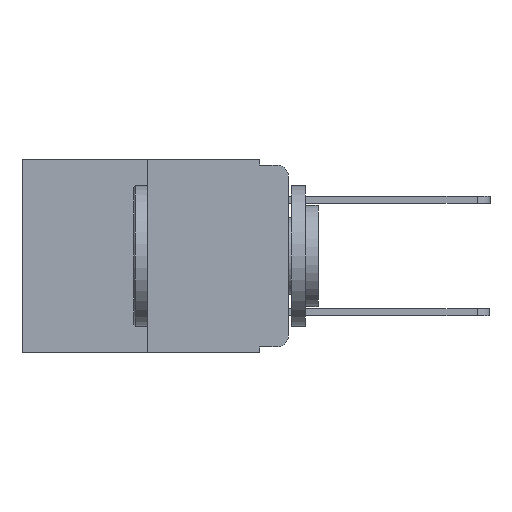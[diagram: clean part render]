
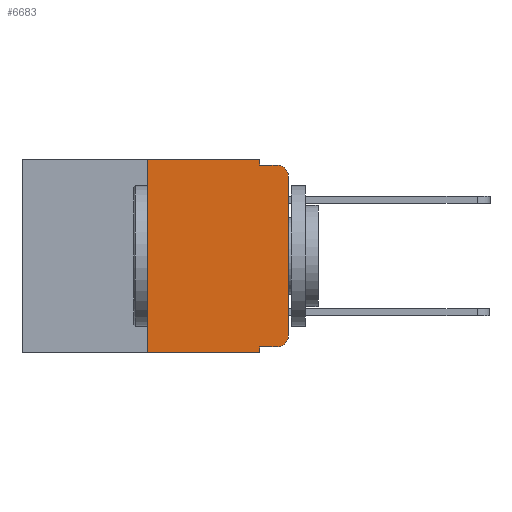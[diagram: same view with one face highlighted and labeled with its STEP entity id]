
A CAD part, left-side view. The second image highlights one B-rep face of the part: STEP entity #6683.
In plain terms, the highlighted planar face has unit normal (-1, 0, 0).
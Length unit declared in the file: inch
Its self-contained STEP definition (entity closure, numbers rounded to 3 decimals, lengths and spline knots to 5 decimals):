
#85 = ORIENTED_EDGE ( 'NONE', *, *, #6674, .T. ) ;
#369 = VECTOR ( 'NONE', #19791, 39.37008 ) ;
#645 = CARTESIAN_POINT ( 'NONE',  ( 0., 0.02, -0.333 ) ) ;
#1020 = ORIENTED_EDGE ( 'NONE', *, *, #20856, .F. ) ;
#1673 = VERTEX_POINT ( 'NONE', #4629 ) ;
#2210 = CARTESIAN_POINT ( 'NONE',  ( 0., 0.051, 0. ) ) ;
#2660 = DIRECTION ( 'NONE',  ( 0., 0., -1. ) ) ;
#2804 = ORIENTED_EDGE ( 'NONE', *, *, #4161, .F. ) ;
#2861 = EDGE_CURVE ( 'NONE', #17570, #17090, #13417, .T. ) ;
#3095 = CARTESIAN_POINT ( 'NONE',  ( 0., 0.473, -0.343 ) ) ;
#3412 = ORIENTED_EDGE ( 'NONE', *, *, #17315, .T. ) ;
#3695 = ORIENTED_EDGE ( 'NONE', *, *, #12192, .T. ) ;
#3995 = VERTEX_POINT ( 'NONE', #19214 ) ;
#4018 = ORIENTED_EDGE ( 'NONE', *, *, #2861, .F. ) ;
#4161 = EDGE_CURVE ( 'NONE', #17753, #3995, #5147, .T. ) ;
#4606 = PLANE ( 'NONE',  #23677 ) ;
#4621 = ORIENTED_EDGE ( 'NONE', *, *, #10425, .T. ) ;
#4629 = CARTESIAN_POINT ( 'NONE',  ( 0., 0., -0.03 ) ) ;
#4801 = LINE ( 'NONE', #13007, #14190 ) ;
#5022 = DIRECTION ( 'NONE',  ( 0., -1., 0. ) ) ;
#5147 = LINE ( 'NONE', #6074, #19456 ) ;
#6053 = LINE ( 'NONE', #17935, #369 ) ;
#6074 = CARTESIAN_POINT ( 'NONE',  ( 0., 0.25, 0. ) ) ;
#6511 = VECTOR ( 'NONE', #5022, 39.37008 ) ;
#6674 = EDGE_CURVE ( 'NONE', #10090, #16177, #10867, .T. ) ;
#6683 = ADVANCED_FACE ( 'NONE', ( #19626 ), #4606, .F. ) ;
#6942 = DIRECTION ( 'NONE',  ( -1., 0., 0. ) ) ;
#7560 = VECTOR ( 'NONE', #23028, 39.37008 ) ;
#7892 = DIRECTION ( 'NONE',  ( 0., 0., 1. ) ) ;
#8225 = CARTESIAN_POINT ( 'NONE',  ( 0., 0.051, -0.333 ) ) ;
#8391 = DIRECTION ( 'NONE',  ( 0., 0., -1. ) ) ;
#9289 = ORIENTED_EDGE ( 'NONE', *, *, #18404, .T. ) ;
#9501 = CARTESIAN_POINT ( 'NONE',  ( 0., 0.051, -0.333 ) ) ;
#10090 = VERTEX_POINT ( 'NONE', #645 ) ;
#10165 = DIRECTION ( 'NONE',  ( -1., 0., 0. ) ) ;
#10425 = EDGE_CURVE ( 'NONE', #17570, #10090, #22348, .T. ) ;
#10867 = CIRCLE ( 'NONE', #18816, 0.02 ) ;
#12129 = VERTEX_POINT ( 'NONE', #18886 ) ;
#12192 = EDGE_CURVE ( 'NONE', #16177, #1673, #23932, .T. ) ;
#12700 = DIRECTION ( 'NONE',  ( 0., 0., 1. ) ) ;
#13007 = CARTESIAN_POINT ( 'NONE',  ( 0., 0.473, 0. ) ) ;
#13161 = VECTOR ( 'NONE', #2660, 39.37008 ) ;
#13278 = EDGE_CURVE ( 'NONE', #3995, #15283, #4801, .T. ) ;
#13417 = LINE ( 'NONE', #16927, #22642 ) ;
#13497 = CIRCLE ( 'NONE', #22969, 0.02 ) ;
#14190 = VECTOR ( 'NONE', #14887, 39.37008 ) ;
#14209 = VECTOR ( 'NONE', #7892, 39.37008 ) ;
#14247 = CARTESIAN_POINT ( 'NONE',  ( 0., 0.02, -0.01 ) ) ;
#14887 = DIRECTION ( 'NONE',  ( 0., -1., 0. ) ) ;
#15283 = VERTEX_POINT ( 'NONE', #2210 ) ;
#15715 = CARTESIAN_POINT ( 'NONE',  ( 0., 0.051, 0. ) ) ;
#16177 = VERTEX_POINT ( 'NONE', #20535 ) ;
#16593 = ORIENTED_EDGE ( 'NONE', *, *, #13278, .F. ) ;
#16927 = CARTESIAN_POINT ( 'NONE',  ( 0., 0.051, 0. ) ) ;
#17090 = VERTEX_POINT ( 'NONE', #19302 ) ;
#17315 = EDGE_CURVE ( 'NONE', #17753, #17090, #21341, .T. ) ;
#17570 = VERTEX_POINT ( 'NONE', #9501 ) ;
#17680 = CARTESIAN_POINT ( 'NONE',  ( 0., 0.473, 0. ) ) ;
#17753 = VERTEX_POINT ( 'NONE', #21249 ) ;
#17935 = CARTESIAN_POINT ( 'NONE',  ( 0., 0.051, -0.01 ) ) ;
#18115 = CARTESIAN_POINT ( 'NONE',  ( 0., 0.02, -0.03 ) ) ;
#18404 = EDGE_CURVE ( 'NONE', #1673, #19666, #13497, .T. ) ;
#18816 = AXIS2_PLACEMENT_3D ( 'NONE', #21276, #10165, #23105 ) ;
#18886 = CARTESIAN_POINT ( 'NONE',  ( 0., 0.051, -0.01 ) ) ;
#19119 = DIRECTION ( 'NONE',  ( 0., 0., -1. ) ) ;
#19214 = CARTESIAN_POINT ( 'NONE',  ( 0., 0.25, 0. ) ) ;
#19302 = CARTESIAN_POINT ( 'NONE',  ( 0., 0.051, -0.343 ) ) ;
#19456 = VECTOR ( 'NONE', #12700, 39.37008 ) ;
#19538 = DIRECTION ( 'NONE',  ( 1., 0., 0. ) ) ;
#19626 = FACE_OUTER_BOUND ( 'NONE', #22055, .T. ) ;
#19666 = VERTEX_POINT ( 'NONE', #14247 ) ;
#19790 = ORIENTED_EDGE ( 'NONE', *, *, #22064, .F. ) ;
#19791 = DIRECTION ( 'NONE',  ( 0., -1., 0. ) ) ;
#19966 = DIRECTION ( 'NONE',  ( 0., 0., -1. ) ) ;
#20535 = CARTESIAN_POINT ( 'NONE',  ( 0., 0., -0.313 ) ) ;
#20856 = EDGE_CURVE ( 'NONE', #15283, #12129, #23512, .T. ) ;
#21249 = CARTESIAN_POINT ( 'NONE',  ( 0., 0.25, -0.343 ) ) ;
#21276 = CARTESIAN_POINT ( 'NONE',  ( 0., 0.02, -0.313 ) ) ;
#21341 = LINE ( 'NONE', #3095, #6511 ) ;
#22055 = EDGE_LOOP ( 'NONE', ( #3695, #9289, #19790, #1020, #16593, #2804, #3412, #4018, #4621, #85 ) ) ;
#22064 = EDGE_CURVE ( 'NONE', #12129, #19666, #6053, .T. ) ;
#22348 = LINE ( 'NONE', #8225, #7560 ) ;
#22642 = VECTOR ( 'NONE', #19119, 39.37008 ) ;
#22712 = CARTESIAN_POINT ( 'NONE',  ( 0., 0., 0. ) ) ;
#22969 = AXIS2_PLACEMENT_3D ( 'NONE', #18115, #6942, #19966 ) ;
#23028 = DIRECTION ( 'NONE',  ( 0., -1., 0. ) ) ;
#23105 = DIRECTION ( 'NONE',  ( 0., 0., -1. ) ) ;
#23512 = LINE ( 'NONE', #15715, #13161 ) ;
#23677 = AXIS2_PLACEMENT_3D ( 'NONE', #17680, #19538, #8391 ) ;
#23932 = LINE ( 'NONE', #22712, #14209 ) ;
